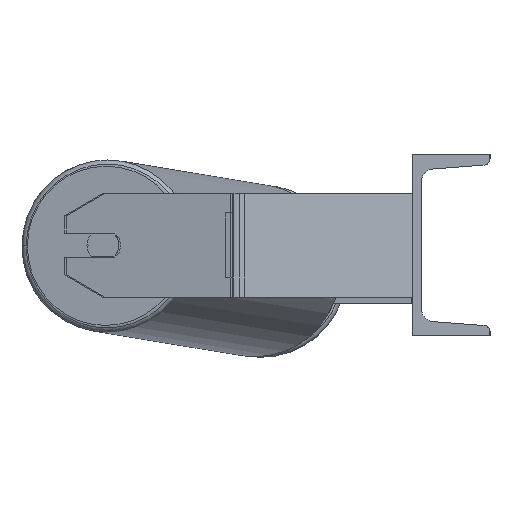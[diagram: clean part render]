
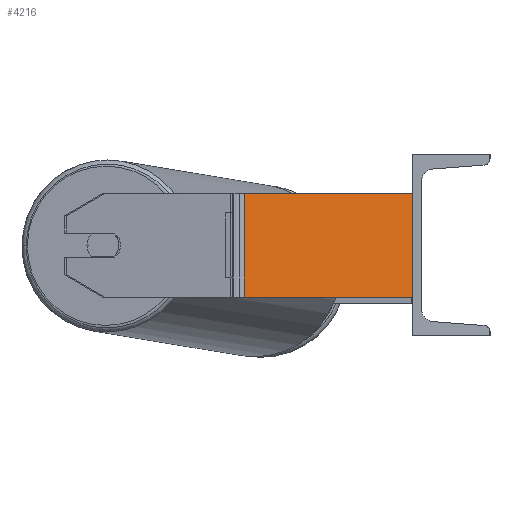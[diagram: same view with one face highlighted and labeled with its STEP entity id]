
A CAD part, left-side view. The second image highlights one B-rep face of the part: STEP entity #4216.
In plain terms, the highlighted planar face has unit normal (-0.866, -0.5, 0).
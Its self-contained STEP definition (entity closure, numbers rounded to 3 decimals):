
#252 = CARTESIAN_POINT ( 'NONE',  ( -985., 0., 40. ) ) ;
#512 = LINE ( 'NONE', #4106, #1557 ) ;
#740 = ORIENTED_EDGE ( 'NONE', *, *, #3037, .T. ) ;
#913 = VERTEX_POINT ( 'NONE', #5273 ) ;
#1557 = VECTOR ( 'NONE', #7042, 1000. ) ;
#1762 = EDGE_CURVE ( 'NONE', #4060, #5564, #3176, .T. ) ;
#1813 = EDGE_LOOP ( 'NONE', ( #740, #4398, #4308, #2188 ) ) ;
#2188 = ORIENTED_EDGE ( 'NONE', *, *, #8578, .T. ) ;
#2449 = DIRECTION ( 'NONE',  ( 0.5, -0.866, 0. ) ) ;
#2715 = CARTESIAN_POINT ( 'NONE',  ( -985., 0., 40. ) ) ;
#3037 = EDGE_CURVE ( 'NONE', #913, #5564, #8729, .T. ) ;
#3176 = LINE ( 'NONE', #252, #7941 ) ;
#3300 = VECTOR ( 'NONE', #7316, 1000. ) ;
#3579 = EDGE_CURVE ( 'NONE', #4980, #4060, #4493, .T. ) ;
#3661 = CARTESIAN_POINT ( 'NONE',  ( -1062.832, 134.809, 40. ) ) ;
#3864 = VECTOR ( 'NONE', #2449, 1000. ) ;
#4060 = VERTEX_POINT ( 'NONE', #2715 ) ;
#4106 = CARTESIAN_POINT ( 'NONE',  ( -1059.92, 129.766, 40. ) ) ;
#4216 = ADVANCED_FACE ( 'NONE', ( #7710 ), #9072, .F. ) ;
#4221 = DIRECTION ( 'NONE',  ( 0.866, 0.5, 0. ) ) ;
#4266 = DIRECTION ( 'NONE',  ( -0.5, 0.866, 0. ) ) ;
#4308 = ORIENTED_EDGE ( 'NONE', *, *, #3579, .F. ) ;
#4398 = ORIENTED_EDGE ( 'NONE', *, *, #1762, .F. ) ;
#4493 = LINE ( 'NONE', #3661, #3300 ) ;
#4980 = VERTEX_POINT ( 'NONE', #7418 ) ;
#5273 = CARTESIAN_POINT ( 'NONE',  ( -1059.92, 129.766, -40. ) ) ;
#5564 = VERTEX_POINT ( 'NONE', #7200 ) ;
#7042 = DIRECTION ( 'NONE',  ( 0., 0., -1. ) ) ;
#7200 = CARTESIAN_POINT ( 'NONE',  ( -985., 0., -40. ) ) ;
#7316 = DIRECTION ( 'NONE',  ( 0.5, -0.866, 0. ) ) ;
#7418 = CARTESIAN_POINT ( 'NONE',  ( -1059.92, 129.766, 40. ) ) ;
#7710 = FACE_OUTER_BOUND ( 'NONE', #1813, .T. ) ;
#7843 = AXIS2_PLACEMENT_3D ( 'NONE', #9019, #4221, #4266 ) ;
#7941 = VECTOR ( 'NONE', #8678, 1000. ) ;
#8578 = EDGE_CURVE ( 'NONE', #4980, #913, #512, .T. ) ;
#8678 = DIRECTION ( 'NONE',  ( 0., 0., -1. ) ) ;
#8687 = CARTESIAN_POINT ( 'NONE',  ( -1062.832, 134.809, -40. ) ) ;
#8729 = LINE ( 'NONE', #8687, #3864 ) ;
#9019 = CARTESIAN_POINT ( 'NONE',  ( -1062.832, 134.809, 40. ) ) ;
#9072 = PLANE ( 'NONE',  #7843 ) ;
